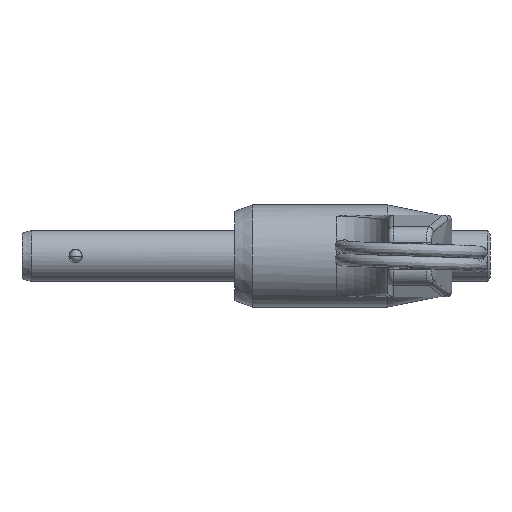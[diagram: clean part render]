
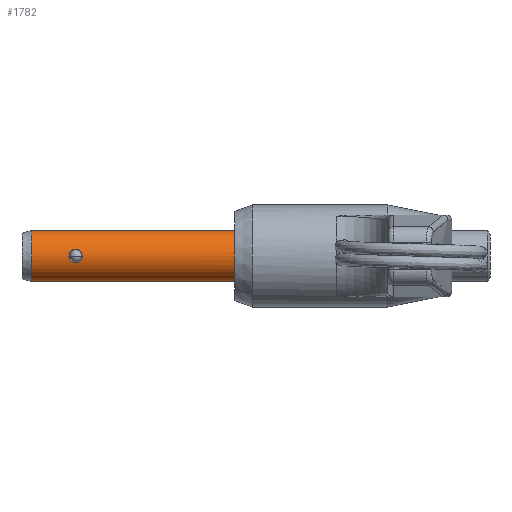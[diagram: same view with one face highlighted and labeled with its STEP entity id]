
A CAD part, front view. The second image highlights one B-rep face of the part: STEP entity #1782.
In plain terms, the highlighted cylindrical face has radius 3.175 mm (diameter 6.35 mm), a partial arc.
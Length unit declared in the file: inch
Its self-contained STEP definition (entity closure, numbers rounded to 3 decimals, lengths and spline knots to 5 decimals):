
#54 = VECTOR ( 'NONE', #608, 39.37008 ) ;
#71 = CARTESIAN_POINT ( 'NONE',  ( -0.91473, -0.125, 0. ) ) ;
#112 = CARTESIAN_POINT ( 'NONE',  ( -0.85699, -0.1234, -0.02015 ) ) ;
#184 = DIRECTION ( 'NONE',  ( -1., 0., 0. ) ) ;
#358 = EDGE_LOOP ( 'NONE', ( #2230, #1810 ) ) ;
#384 = CARTESIAN_POINT ( 'NONE',  ( -0.85078, -0.125, -0.00428 ) ) ;
#397 = CARTESIAN_POINT ( 'NONE',  ( -0.89132, -0.12081, -0.03215 ) ) ;
#449 = CARTESIAN_POINT ( 'NONE',  ( -0.105, 0., -0.125 ) ) ;
#566 = EDGE_LOOP ( 'NONE', ( #980, #2344, #1086, #4118 ) ) ;
#608 = DIRECTION ( 'NONE',  ( -1., 0., 0. ) ) ;
#713 = CARTESIAN_POINT ( 'NONE',  ( -0.85078, -0.125, 0. ) ) ;
#735 = AXIS2_PLACEMENT_3D ( 'NONE', #2170, #3160, #884 ) ;
#793 = CARTESIAN_POINT ( 'NONE',  ( -0.105, 0., 0.125 ) ) ;
#831 = VERTEX_POINT ( 'NONE', #3034 ) ;
#884 = DIRECTION ( 'NONE',  ( 0., 0., 1. ) ) ;
#967 = CARTESIAN_POINT ( 'NONE',  ( 1.145, 0., -0.125 ) ) ;
#980 = ORIENTED_EDGE ( 'NONE', *, *, #3347, .F. ) ;
#1086 = ORIENTED_EDGE ( 'NONE', *, *, #2458, .T. ) ;
#1131 = VERTEX_POINT ( 'NONE', #2639 ) ;
#1139 = CARTESIAN_POINT ( 'NONE',  ( 1.145, 0., 0. ) ) ;
#1375 = CARTESIAN_POINT ( 'NONE',  ( -0.91473, -0.125, -0.00428 ) ) ;
#1420 = CARTESIAN_POINT ( 'NONE',  ( -0.8628, -0.12225, -0.02627 ) ) ;
#1475 = CARTESIAN_POINT ( 'NONE',  ( -0.89132, -0.12081, 0.03215 ) ) ;
#1493 = CARTESIAN_POINT ( 'NONE',  ( -0.91473, -0.125, 0.00856 ) ) ;
#1509 = CARTESIAN_POINT ( 'NONE',  ( -0.87851, -0.12055, 0.03304 ) ) ;
#1532 = CARTESIAN_POINT ( 'NONE',  ( -0.90266, -0.12224, 0.02631 ) ) ;
#1570 = DIRECTION ( 'NONE',  ( -1., 0., 0. ) ) ;
#1733 = CARTESIAN_POINT ( 'NONE',  ( -0.85158, -0.12477, -0.00857 ) ) ;
#1745 = CARTESIAN_POINT ( 'NONE',  ( -0.87415, -0.12081, -0.03213 ) ) ;
#1776 = CARTESIAN_POINT ( 'NONE',  ( -0.87843, -0.12056, -0.03304 ) ) ;
#1782 = ADVANCED_FACE ( 'NONE', ( #2162, #3609 ), #2531, .T. ) ;
#1810 = ORIENTED_EDGE ( 'NONE', *, *, #2709, .T. ) ;
#1825 = CARTESIAN_POINT ( 'NONE',  ( -0.88703, -0.12056, 0.03303 ) ) ;
#1893 = CARTESIAN_POINT ( 'NONE',  ( -0.85078, -0.125, 0.00855 ) ) ;
#1940 = EDGE_CURVE ( 'NONE', #831, #1131, #3353, .T. ) ;
#2097 = AXIS2_PLACEMENT_3D ( 'NONE', #1139, #3810, #2148 ) ;
#2148 = DIRECTION ( 'NONE',  ( 0., 0., 1. ) ) ;
#2162 = FACE_OUTER_BOUND ( 'NONE', #566, .T. ) ;
#2170 = CARTESIAN_POINT ( 'NONE',  ( -1.09835, 0., 0. ) ) ;
#2172 = CARTESIAN_POINT ( 'NONE',  ( -0.89913, -0.12166, 0.02878 ) ) ;
#2186 = VERTEX_POINT ( 'NONE', #449 ) ;
#2193 = LINE ( 'NONE', #4293, #3860 ) ;
#2230 = ORIENTED_EDGE ( 'NONE', *, *, #3805, .T. ) ;
#2344 = ORIENTED_EDGE ( 'NONE', *, *, #2410, .T. ) ;
#2404 = CARTESIAN_POINT ( 'NONE',  ( -0.90269, -0.12225, -0.02628 ) ) ;
#2410 = EDGE_CURVE ( 'NONE', #2186, #2760, #3540, .T. ) ;
#2458 = EDGE_CURVE ( 'NONE', #2760, #1131, #2193, .T. ) ;
#2516 = CARTESIAN_POINT ( 'NONE',  ( -0.86641, -0.12165, 0.02879 ) ) ;
#2531 = CYLINDRICAL_SURFACE ( 'NONE', #2097, 0.125 ) ;
#2639 = CARTESIAN_POINT ( 'NONE',  ( -1.09835, 0., 0.125 ) ) ;
#2709 = EDGE_CURVE ( 'NONE', #3473, #4303, #2746, .T. ) ;
#2723 = CARTESIAN_POINT ( 'NONE',  ( -0.85467, -0.12397, -0.01647 ) ) ;
#2725 = B_SPLINE_CURVE_WITH_KNOTS ( 'NONE', 3,
 ( #3482, #1493, #3192, #1532, #2172, #1475, #1825, #1509, #4149, #2516, #3848, #2843, #1893, #3552 ),
 .UNSPECIFIED., .F., .F.,
 ( 4, 2, 2, 2, 2, 2, 4 ),
 ( 0.0013, 0.00195, 0.00227, 0.0026, 0.00292, 0.00325, 0.00389 ),
 .UNSPECIFIED. ) ;
#2732 = CARTESIAN_POINT ( 'NONE',  ( -0.91083, -0.12397, -0.01648 ) ) ;
#2746 = B_SPLINE_CURVE_WITH_KNOTS ( 'NONE', 3,
 ( #713, #384, #1733, #2723, #112, #1420, #3723, #1745, #1776, #4055, #397, #3379, #2404, #4073, #2732, #3761, #1375, #3707 ),
 .UNSPECIFIED., .F., .F.,
 ( 4, 2, 2, 2, 2, 2, 2, 2, 4 ),
 ( 0.00389, 0.00422, 0.00454, 0.00487, 0.00519, 0.00552, 0.00584, 0.00617, 0.00649 ),
 .UNSPECIFIED. ) ;
#2760 = VERTEX_POINT ( 'NONE', #793 ) ;
#2843 = CARTESIAN_POINT ( 'NONE',  ( -0.85405, -0.12399, 0.01707 ) ) ;
#2845 = DIRECTION ( 'NONE',  ( 0., 0., 1. ) ) ;
#3034 = CARTESIAN_POINT ( 'NONE',  ( -1.09835, 0., -0.125 ) ) ;
#3160 = DIRECTION ( 'NONE',  ( -1., 0., 0. ) ) ;
#3192 = CARTESIAN_POINT ( 'NONE',  ( -0.91147, -0.12399, 0.01705 ) ) ;
#3314 = CARTESIAN_POINT ( 'NONE',  ( -0.85078, -0.125, 0. ) ) ;
#3347 = EDGE_CURVE ( 'NONE', #2186, #831, #3384, .T. ) ;
#3353 = CIRCLE ( 'NONE', #735, 0.125 ) ;
#3379 = CARTESIAN_POINT ( 'NONE',  ( -0.89914, -0.12166, -0.02877 ) ) ;
#3384 = LINE ( 'NONE', #967, #54 ) ;
#3473 = VERTEX_POINT ( 'NONE', #3314 ) ;
#3482 = CARTESIAN_POINT ( 'NONE',  ( -0.91473, -0.125, 0. ) ) ;
#3512 = CARTESIAN_POINT ( 'NONE',  ( -0.105, 0., 0. ) ) ;
#3540 = CIRCLE ( 'NONE', #3973, 0.125 ) ;
#3552 = CARTESIAN_POINT ( 'NONE',  ( -0.85078, -0.125, 0. ) ) ;
#3609 = FACE_BOUND ( 'NONE', #358, .T. ) ;
#3707 = CARTESIAN_POINT ( 'NONE',  ( -0.91473, -0.125, 0. ) ) ;
#3723 = CARTESIAN_POINT ( 'NONE',  ( -0.86637, -0.12166, -0.02877 ) ) ;
#3761 = CARTESIAN_POINT ( 'NONE',  ( -0.91392, -0.12477, -0.00857 ) ) ;
#3805 = EDGE_CURVE ( 'NONE', #4303, #3473, #2725, .T. ) ;
#3810 = DIRECTION ( 'NONE',  ( -1., 0., 0. ) ) ;
#3848 = CARTESIAN_POINT ( 'NONE',  ( -0.86286, -0.12224, 0.02632 ) ) ;
#3860 = VECTOR ( 'NONE', #1570, 39.37008 ) ;
#3973 = AXIS2_PLACEMENT_3D ( 'NONE', #3512, #184, #2845 ) ;
#4055 = CARTESIAN_POINT ( 'NONE',  ( -0.88708, -0.12056, -0.03304 ) ) ;
#4073 = CARTESIAN_POINT ( 'NONE',  ( -0.90851, -0.1234, -0.02015 ) ) ;
#4118 = ORIENTED_EDGE ( 'NONE', *, *, #1940, .F. ) ;
#4149 = CARTESIAN_POINT ( 'NONE',  ( -0.87421, -0.12081, 0.03215 ) ) ;
#4293 = CARTESIAN_POINT ( 'NONE',  ( 1.145, 0., 0.125 ) ) ;
#4303 = VERTEX_POINT ( 'NONE', #71 ) ;
